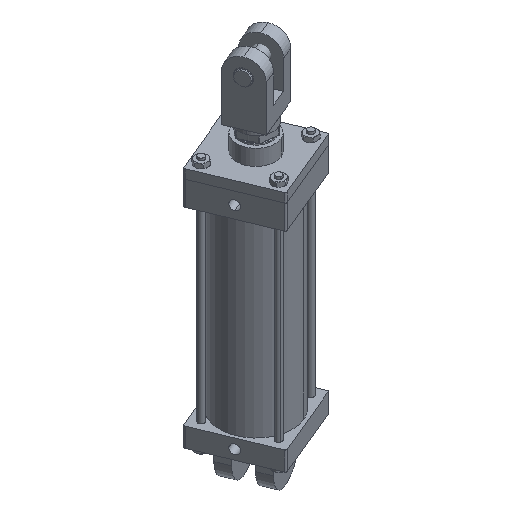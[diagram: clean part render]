
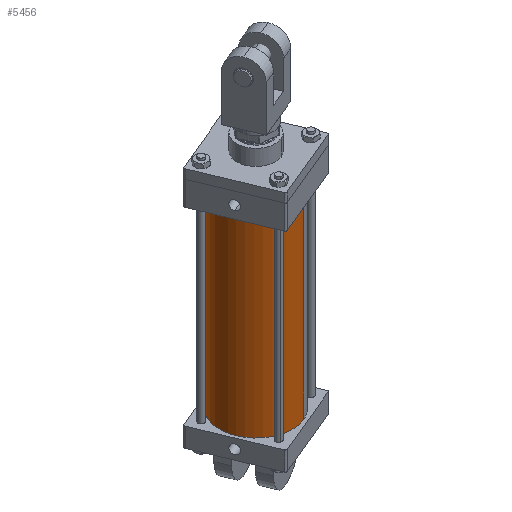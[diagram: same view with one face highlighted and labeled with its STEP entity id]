
A CAD part, isometric view. The second image highlights one B-rep face of the part: STEP entity #5456.
In plain terms, the highlighted cylindrical face has radius 76.2 mm (diameter 152.4 mm), a partial arc.
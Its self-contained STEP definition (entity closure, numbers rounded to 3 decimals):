
#47 = CARTESIAN_POINT ( 'NONE',  ( -76.2, 0., 206. ) ) ;
#235 = AXIS2_PLACEMENT_3D ( 'NONE', #4108, #4155, #7278 ) ;
#310 = EDGE_CURVE ( 'NONE', #4677, #9744, #8588, .T. ) ;
#919 = CYLINDRICAL_SURFACE ( 'NONE', #235, 76.2 ) ;
#1348 = CARTESIAN_POINT ( 'NONE',  ( -76.2, 0., 206. ) ) ;
#1378 = AXIS2_PLACEMENT_3D ( 'NONE', #3345, #6507, #7328 ) ;
#1667 = ORIENTED_EDGE ( 'NONE', *, *, #310, .T. ) ;
#1867 = VERTEX_POINT ( 'NONE', #8248 ) ;
#2275 = ORIENTED_EDGE ( 'NONE', *, *, #7098, .T. ) ;
#2420 = VECTOR ( 'NONE', #3171, 1000. ) ;
#2520 = CARTESIAN_POINT ( 'NONE',  ( -76.2, 0., -206. ) ) ;
#2835 = CARTESIAN_POINT ( 'NONE',  ( 76.2, 0., -206. ) ) ;
#3171 = DIRECTION ( 'NONE',  ( 0., 0., -1. ) ) ;
#3345 = CARTESIAN_POINT ( 'NONE',  ( 0., 0., 206. ) ) ;
#3880 = DIRECTION ( 'NONE',  ( 1., 0., 0. ) ) ;
#3983 = CARTESIAN_POINT ( 'NONE',  ( 0., 0., -206. ) ) ;
#4108 = CARTESIAN_POINT ( 'NONE',  ( 0., 0., 206. ) ) ;
#4155 = DIRECTION ( 'NONE',  ( 0., 0., -1. ) ) ;
#4482 = CIRCLE ( 'NONE', #1378, 76.2 ) ;
#4677 = VERTEX_POINT ( 'NONE', #1348 ) ;
#4693 = ORIENTED_EDGE ( 'NONE', *, *, #5358, .F. ) ;
#4830 = VECTOR ( 'NONE', #6015, 1000. ) ;
#4864 = FACE_OUTER_BOUND ( 'NONE', #9104, .T. ) ;
#5132 = LINE ( 'NONE', #9872, #4830 ) ;
#5358 = EDGE_CURVE ( 'NONE', #4677, #1867, #4482, .T. ) ;
#5456 = ADVANCED_FACE ( 'NONE', ( #4864 ), #919, .T. ) ;
#6015 = DIRECTION ( 'NONE',  ( 0., 0., -1. ) ) ;
#6063 = VERTEX_POINT ( 'NONE', #2835 ) ;
#6507 = DIRECTION ( 'NONE',  ( 0., 0., 1. ) ) ;
#7098 = EDGE_CURVE ( 'NONE', #9744, #6063, #9084, .T. ) ;
#7278 = DIRECTION ( 'NONE',  ( -1., 0., 0. ) ) ;
#7328 = DIRECTION ( 'NONE',  ( 1., 0., 0. ) ) ;
#7332 = EDGE_CURVE ( 'NONE', #1867, #6063, #5132, .T. ) ;
#7875 = ORIENTED_EDGE ( 'NONE', *, *, #7332, .F. ) ;
#8248 = CARTESIAN_POINT ( 'NONE',  ( 76.2, 0., 206. ) ) ;
#8423 = AXIS2_PLACEMENT_3D ( 'NONE', #3983, #10032, #3880 ) ;
#8588 = LINE ( 'NONE', #47, #2420 ) ;
#9084 = CIRCLE ( 'NONE', #8423, 76.2 ) ;
#9104 = EDGE_LOOP ( 'NONE', ( #7875, #4693, #1667, #2275 ) ) ;
#9744 = VERTEX_POINT ( 'NONE', #2520 ) ;
#9872 = CARTESIAN_POINT ( 'NONE',  ( 76.2, 0., 206. ) ) ;
#10032 = DIRECTION ( 'NONE',  ( 0., 0., 1. ) ) ;
